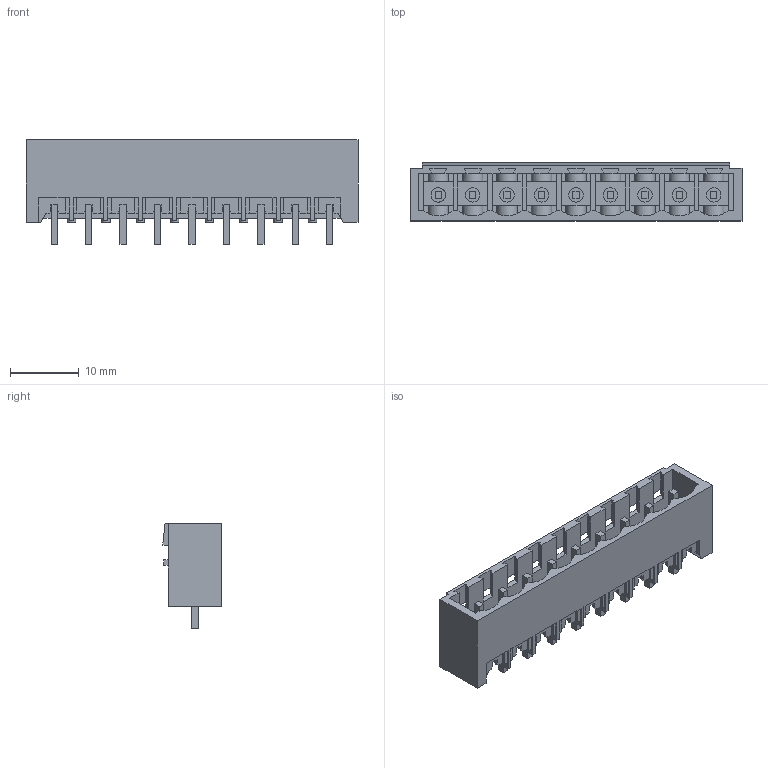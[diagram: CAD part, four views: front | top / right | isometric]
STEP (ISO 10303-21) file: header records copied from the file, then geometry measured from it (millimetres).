
FILE_DESCRIPTION(('CATIA V5 STEP Exchange','CAx-IF Rec.Pracs.--- Model Styling and Organization---1.2---2011-12-15'),'2;1');
FILE_NAME ('D1457140_0_1841230000_1841230000.stp','2018-04-11T11:03:48+00:00',('none'),('Weidmueller'),'CATIA Version 5-6 Release 2014','CATIA V5 STEP AP214','none');
FILE_SCHEMA(('AUTOMOTIVE_DESIGN { 1 0 10303 214 1 1 1 1 }'));
Length unit declared in the file: millimetre
Products named in the file (1): 1841230000
Bounding box: 48.2 x 8.43 x 15.2 mm (x, y, z)
Volume: 1790.2 mm3; surface area: 4229.6 mm2
Topology: 10 solids, 10 shells, 625 faces, 1894 edges, 1273 vertices
Faces by surface type: plane 532, cylinder 79, extrusion 14
Entity records: 20028 total; most frequent: CARTESIAN_POINT 4149, ORIENTED_EDGE 3788, DIRECTION 2512, EDGE_CURVE 1894, VECTOR 1593, LINE 1579, VERTEX_POINT 1273, EDGE_LOOP 645
